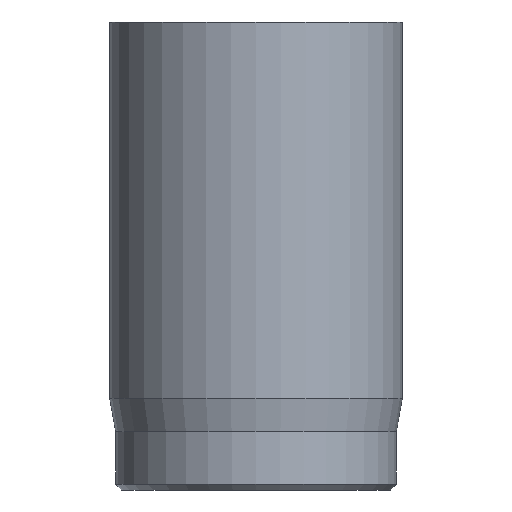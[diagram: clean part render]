
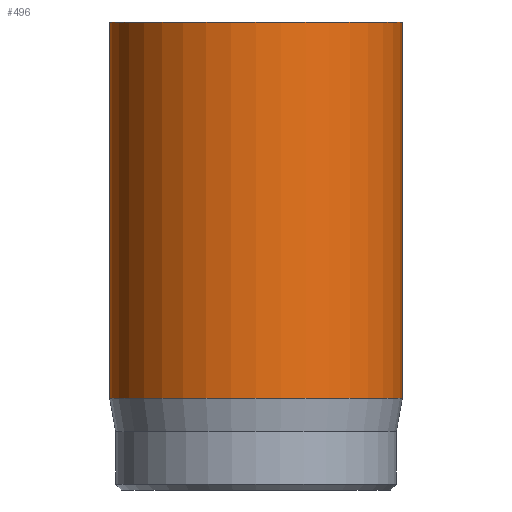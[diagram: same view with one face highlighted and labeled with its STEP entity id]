
A CAD part, front view. The second image highlights one B-rep face of the part: STEP entity #496.
In plain terms, the highlighted cylindrical face has radius 2.5 mm (diameter 5 mm), a full revolution.
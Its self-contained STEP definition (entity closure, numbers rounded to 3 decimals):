
#50=CYLINDRICAL_SURFACE('',#605,2.5);
#61=FACE_OUTER_BOUND('',#94,.T.);
#94=EDGE_LOOP('',(#373,#374,#375,#376,#377));
#126=LINE('',#867,#163);
#163=VECTOR('',#705,2.5);
#204=CIRCLE('',#603,2.5);
#205=CIRCLE('',#604,2.5);
#206=CIRCLE('',#606,2.5);
#236=VERTEX_POINT('',#859);
#237=VERTEX_POINT('',#860);
#238=VERTEX_POINT('',#865);
#286=EDGE_CURVE('',#236,#237,#204,.T.);
#287=EDGE_CURVE('',#237,#236,#205,.T.);
#289=EDGE_CURVE('',#238,#238,#206,.T.);
#290=EDGE_CURVE('',#238,#236,#126,.T.);
#373=ORIENTED_EDGE('',*,*,#289,.T.);
#374=ORIENTED_EDGE('',*,*,#290,.T.);
#375=ORIENTED_EDGE('',*,*,#286,.T.);
#376=ORIENTED_EDGE('',*,*,#287,.T.);
#377=ORIENTED_EDGE('',*,*,#290,.F.);
#496=ADVANCED_FACE('',(#61),#50,.T.);
#603=AXIS2_PLACEMENT_3D('',#861,#696,#697);
#604=AXIS2_PLACEMENT_3D('',#862,#698,#699);
#605=AXIS2_PLACEMENT_3D('',#864,#701,#702);
#606=AXIS2_PLACEMENT_3D('',#866,#703,#704);
#696=DIRECTION('center_axis',(0.,0.,1.));
#697=DIRECTION('ref_axis',(-1.,0.,0.));
#698=DIRECTION('center_axis',(0.,0.,1.));
#699=DIRECTION('ref_axis',(-1.,0.,0.));
#701=DIRECTION('center_axis',(0.,0.,1.));
#702=DIRECTION('ref_axis',(-1.,0.,0.));
#703=DIRECTION('center_axis',(0.,0.,-1.));
#704=DIRECTION('ref_axis',(-1.,0.,0.));
#705=DIRECTION('',(0.,0.,-1.));
#859=CARTESIAN_POINT('',(2.5,0.,1.567));
#860=CARTESIAN_POINT('',(-2.5,0.,1.567));
#861=CARTESIAN_POINT('Origin',(0.,0.,1.567));
#862=CARTESIAN_POINT('Origin',(0.,0.,1.567));
#864=CARTESIAN_POINT('Origin',(0.,0.,0.));
#865=CARTESIAN_POINT('',(2.5,0.,8.));
#866=CARTESIAN_POINT('Origin',(0.,0.,8.));
#867=CARTESIAN_POINT('',(2.5,0.,0.));
